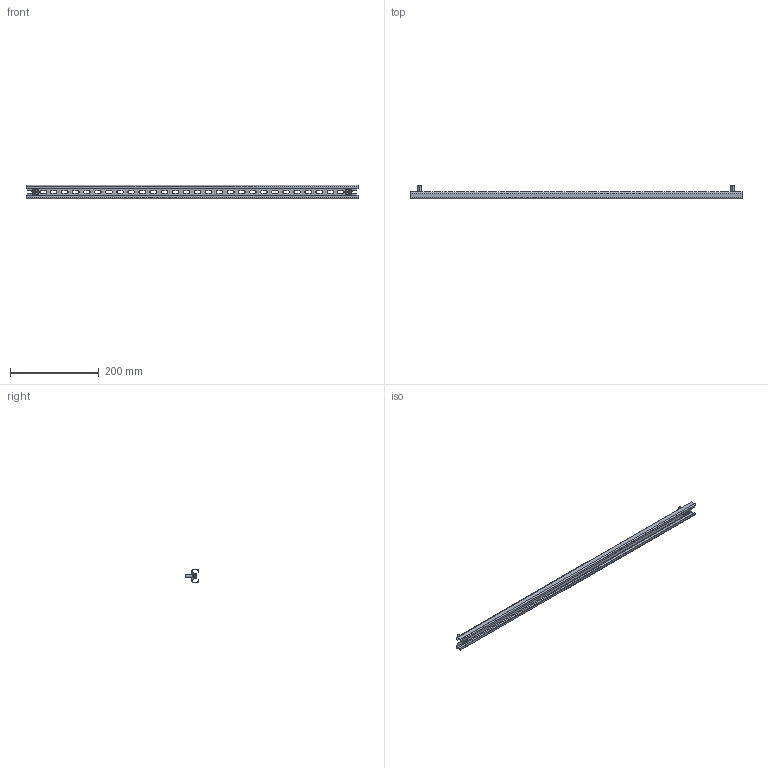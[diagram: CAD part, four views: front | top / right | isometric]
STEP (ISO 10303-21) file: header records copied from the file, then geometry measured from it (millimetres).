
FILE_DESCRIPTION (( 'STEP AP203' ), '1' );
FILE_NAME ('UR15003300080 Êîìïëåêò Ñ-îáðàçíûõ øèí 30.15 RS52 00.80 íà ðàìó_öîêîëü (ÎÖ) (000.801.681-03).STEP', '2022-04-18T10:34:44', ( '' ), ( '' ), 'SwSTEP 2.0', 'SolidWorks 2017', '' );
FILE_SCHEMA (( 'CONFIG_CONTROL_DESIGN' ));
Length unit declared in the file: millimetre
Products named in the file (5): 嵑殧趌11371_8; Âèíò DIN 7984 TORX_Œ8å20; 025-316 Ïëàíêà Ñ-îáðàçíàÿ 30.15_02(750); 嵑殧趌6402_8; UR15003300080 Êîìïëåêò Ñ-îáðàçíûõ øèí 30.15 RS52 00.80 íà ðàìó_öîêîëü (ÎÖ) (000.801.681-03)
Assembly tree (7 placements, depth 2):
  UR15003300080 Êîìïëåêò Ñ-îáðàçíûõ øèí 30.15 RS52 00.80 íà ðàìó_öîêîëü (ÎÖ) (000.801.681-03)
    025-316 Ïëàíêà Ñ-îáðàçíàÿ 30.15_02(750)
    嵑殧趌11371_8  x2
    嵑殧趌6402_8  x2
    Âèíò DIN 7984 TORX_Œ8å20  x2
Bounding box: 750 x 30 x 30 mm (x, y, z)
Volume: 68093.8 mm3; surface area: 98900.9 mm2
Topology: 7 solids, 7 shells, 297 faces, 793 edges, 514 vertices
Faces by surface type: cylinder 145, plane 140, torus 8, cone 4
Entity records: 8539 total; most frequent: DIRECTION 1432, CARTESIAN_POINT 1360, ORIENTED_EDGE 1340, EDGE_CURVE 670, AXIS2_PLACEMENT_3D 506, VERTEX_POINT 434, LINE 420, VECTOR 420
